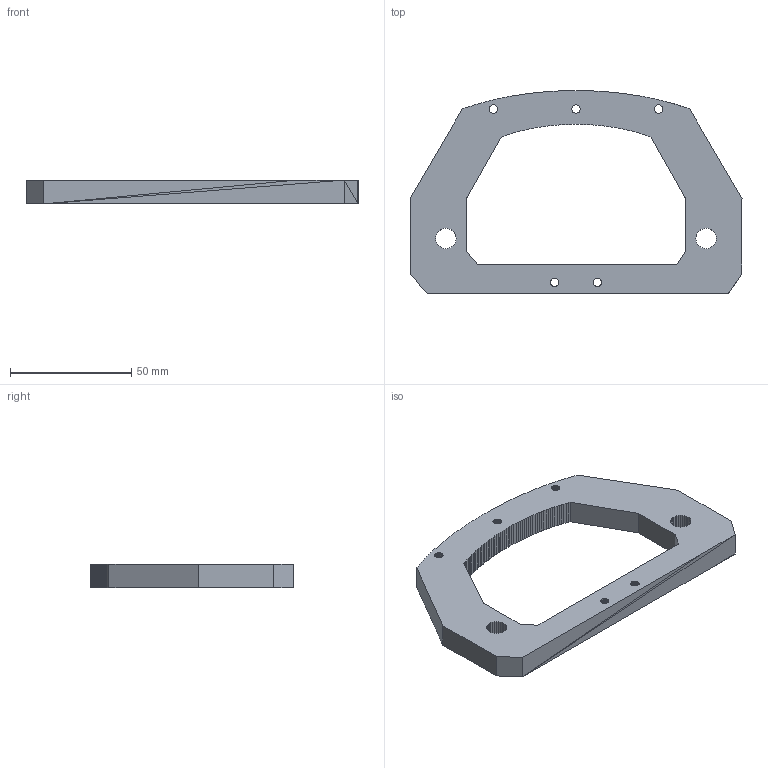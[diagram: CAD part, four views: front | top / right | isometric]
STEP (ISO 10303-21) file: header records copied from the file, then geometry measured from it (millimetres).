
FILE_DESCRIPTION(('FreeCAD Model'),'2;1');
FILE_NAME('Open CASCADE Shape Model','2024-04-08T21:26:42',('Author'),( ''),'Open CASCADE STEP processor 7.6','FreeCAD','Unknown');
FILE_SCHEMA(('AUTOMOTIVE_DESIGN { 1 0 10303 214 1 1 1 1 }'));
Length unit declared in the file: millimetre
Products named in the file (1): front_cover_frame002 (Solid)
Bounding box: 136.89 x 83.64 x 9.81 mm (x, y, z)
Volume: 51913.9 mm3; surface area: 18002.4 mm2
Topology: 1 solids, 1 shells, 677 faces, 1422 edges, 739 vertices
Faces by surface type: plane 677
Entity records: 16894 total; most frequent: ORIENTED_EDGE 2844, CARTESIAN_POINT 2839, DIRECTION 2778, EDGE_CURVE 1422, LINE 1422, VECTOR 1422, VERTEX_POINT 739, FACE_BOUND 685
